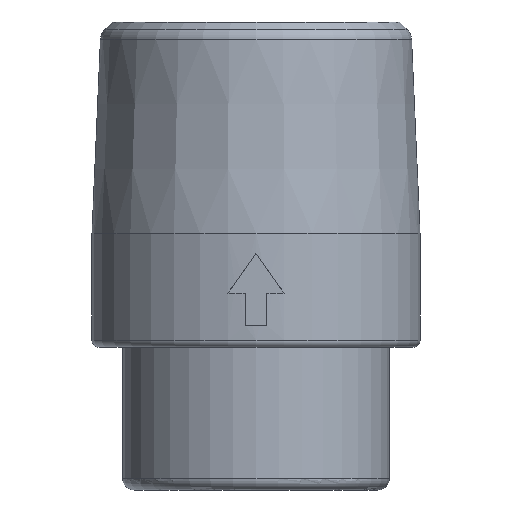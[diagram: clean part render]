
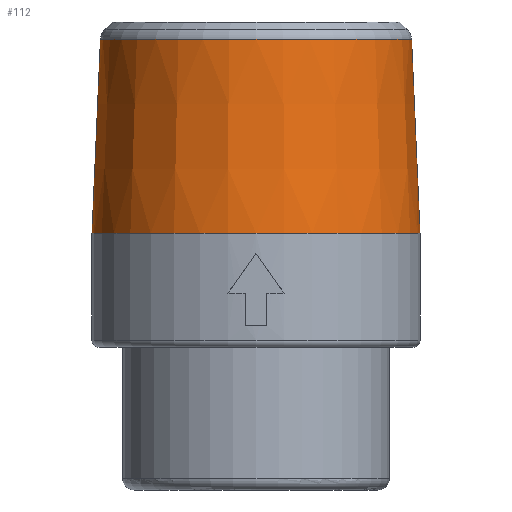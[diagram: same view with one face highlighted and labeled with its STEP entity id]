
A CAD part, front view. The second image highlights one B-rep face of the part: STEP entity #112.
In plain terms, the highlighted conical face has half-angle 2.5 degrees and reference radius 10.845 mm.
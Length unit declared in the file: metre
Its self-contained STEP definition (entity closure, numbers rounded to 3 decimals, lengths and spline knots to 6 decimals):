
#112 = ADVANCED_FACE( '', ( #271, #272 ), #273, .T. );
#271 = FACE_BOUND( '', #486, .T. );
#272 = FACE_OUTER_BOUND( '', #487, .T. );
#273 = CONICAL_SURFACE( '', #488, 0.010845, 0.044 );
#486 = EDGE_LOOP( '', ( #6190 ) );
#487 = EDGE_LOOP( '', ( #6191 ) );
#488 = AXIS2_PLACEMENT_3D( '', #6192, #6193, #6194 );
#6190 = ORIENTED_EDGE( '', *, *, #6716, .T. );
#6191 = ORIENTED_EDGE( '', *, *, #6717, .F. );
#6192 = CARTESIAN_POINT( '', ( 0., 0., 0.053 ) );
#6193 = DIRECTION( '', ( 0., 0., -1. ) );
#6194 = DIRECTION( '', ( -1., 0., 0. ) );
#6716 = EDGE_CURVE( '', #6989, #6989, #6990, .F. );
#6717 = EDGE_CURVE( '', #6991, #6991, #6992, .F. );
#6989 = VERTEX_POINT( '', #7564 );
#6990 = CIRCLE( '', #7565, 0.010906 );
#6991 = VERTEX_POINT( '', #7566 );
#6992 = CIRCLE( '', #7567, 0.0115 );
#7564 = CARTESIAN_POINT( '', ( 0.010906, 0., 0.0516 ) );
#7565 = AXIS2_PLACEMENT_3D( '', #9380, #9381, #9382 );
#7566 = CARTESIAN_POINT( '', ( 0.0115, 0., 0.038 ) );
#7567 = AXIS2_PLACEMENT_3D( '', #9383, #9384, #9385 );
#9380 = CARTESIAN_POINT( '', ( 0., 0., 0.0516 ) );
#9381 = DIRECTION( '', ( 0., 0., 1. ) );
#9382 = DIRECTION( '', ( 1., 0., 0. ) );
#9383 = CARTESIAN_POINT( '', ( 0., 0., 0.038 ) );
#9384 = DIRECTION( '', ( 0., 0., 1. ) );
#9385 = DIRECTION( '', ( 1., 0., 0. ) );
